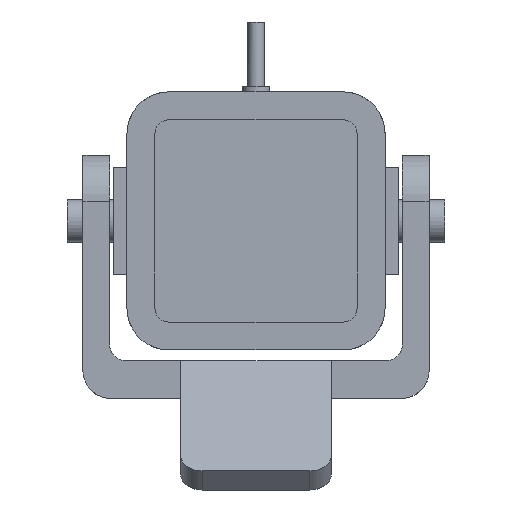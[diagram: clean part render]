
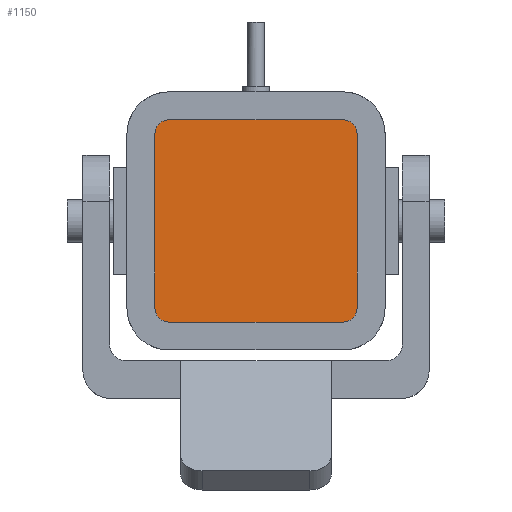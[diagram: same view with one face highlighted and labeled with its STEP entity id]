
A CAD part, front view. The second image highlights one B-rep face of the part: STEP entity #1150.
In plain terms, the highlighted planar face has unit normal (0, -1, 0).
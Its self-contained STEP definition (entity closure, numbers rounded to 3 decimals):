
#995=PLANE('',#4789);
#1150=ADVANCED_FACE('',(#1432),#995,.F.);
#1432=FACE_OUTER_BOUND('',#1625,.T.);
#1625=EDGE_LOOP('',(#2701,#2702,#2703,#2704,#2705,#2706,#2707,#2708));
#1889=LINE('',#6147,#2290);
#1890=LINE('',#6152,#2291);
#1891=LINE('',#6156,#2292);
#1892=LINE('',#6160,#2293);
#2290=VECTOR('',#5120,1.);
#2291=VECTOR('',#5123,1.);
#2292=VECTOR('',#5126,1.);
#2293=VECTOR('',#5129,1.);
#2701=ORIENTED_EDGE('',*,*,#4146,.F.);
#2702=ORIENTED_EDGE('',*,*,#4147,.F.);
#2703=ORIENTED_EDGE('',*,*,#4148,.F.);
#2704=ORIENTED_EDGE('',*,*,#4149,.F.);
#2705=ORIENTED_EDGE('',*,*,#4150,.T.);
#2706=ORIENTED_EDGE('',*,*,#4151,.F.);
#2707=ORIENTED_EDGE('',*,*,#4152,.F.);
#2708=ORIENTED_EDGE('',*,*,#4153,.F.);
#3781=VERTEX_POINT('',#6148);
#3782=VERTEX_POINT('',#6149);
#3783=VERTEX_POINT('',#6151);
#3784=VERTEX_POINT('',#6153);
#3785=VERTEX_POINT('',#6155);
#3786=VERTEX_POINT('',#6157);
#3787=VERTEX_POINT('',#6159);
#3788=VERTEX_POINT('',#6161);
#4146=EDGE_CURVE('',#3781,#3782,#1889,.T.);
#4147=EDGE_CURVE('',#3783,#3781,#4680,.T.);
#4148=EDGE_CURVE('',#3784,#3783,#1890,.T.);
#4149=EDGE_CURVE('',#3785,#3784,#4681,.T.);
#4150=EDGE_CURVE('',#3785,#3786,#1891,.T.);
#4151=EDGE_CURVE('',#3787,#3786,#4682,.T.);
#4152=EDGE_CURVE('',#3788,#3787,#1892,.T.);
#4153=EDGE_CURVE('',#3782,#3788,#4683,.T.);
#4680=CIRCLE('',#4785,2.5);
#4681=CIRCLE('',#4786,2.5);
#4682=CIRCLE('',#4787,2.5);
#4683=CIRCLE('',#4788,2.5);
#4785=AXIS2_PLACEMENT_3D('',#6150,#5121,#5122);
#4786=AXIS2_PLACEMENT_3D('',#6154,#5124,#5125);
#4787=AXIS2_PLACEMENT_3D('',#6158,#5127,#5128);
#4788=AXIS2_PLACEMENT_3D('',#6162,#5130,#5131);
#4789=AXIS2_PLACEMENT_3D('',#6163,#5132,#5133);
#5120=DIRECTION('',(0.,0.,1.));
#5121=DIRECTION('',(0.,1.,0.));
#5122=DIRECTION('',(0.,0.,-1.));
#5123=DIRECTION('',(-1.,0.,0.));
#5124=DIRECTION('',(0.,1.,0.));
#5125=DIRECTION('',(1.,0.,0.));
#5126=DIRECTION('',(0.,0.,1.));
#5127=DIRECTION('',(0.,1.,0.));
#5128=DIRECTION('',(0.,0.,1.));
#5129=DIRECTION('',(1.,0.,0.));
#5130=DIRECTION('',(0.,1.,0.));
#5131=DIRECTION('',(-1.,0.,0.));
#5132=DIRECTION('',(0.,1.,0.));
#5133=DIRECTION('',(0.,0.,1.));
#6147=CARTESIAN_POINT('',(-10.6,20.304,-8.1));
#6148=CARTESIAN_POINT('',(-10.6,20.304,-8.1));
#6149=CARTESIAN_POINT('',(-10.6,20.304,8.1));
#6150=CARTESIAN_POINT('',(-8.1,20.304,-8.1));
#6151=CARTESIAN_POINT('',(-8.1,20.304,-10.6));
#6152=CARTESIAN_POINT('',(8.1,20.304,-10.6));
#6153=CARTESIAN_POINT('',(8.1,20.304,-10.6));
#6154=CARTESIAN_POINT('',(8.1,20.304,-8.1));
#6155=CARTESIAN_POINT('',(10.6,20.304,-8.1));
#6156=CARTESIAN_POINT('',(10.6,20.304,-8.1));
#6157=CARTESIAN_POINT('',(10.6,20.304,8.1));
#6158=CARTESIAN_POINT('',(8.1,20.304,8.1));
#6159=CARTESIAN_POINT('',(8.1,20.304,10.6));
#6160=CARTESIAN_POINT('',(-8.1,20.304,10.6));
#6161=CARTESIAN_POINT('',(-8.1,20.304,10.6));
#6162=CARTESIAN_POINT('',(-8.1,20.304,8.1));
#6163=CARTESIAN_POINT('',(-11.13,20.304,-11.13));
